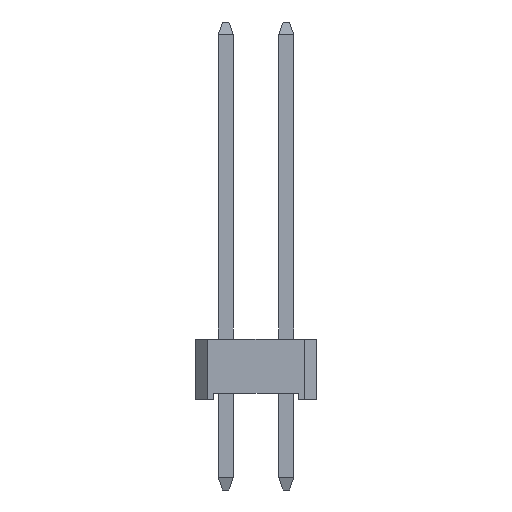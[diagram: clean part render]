
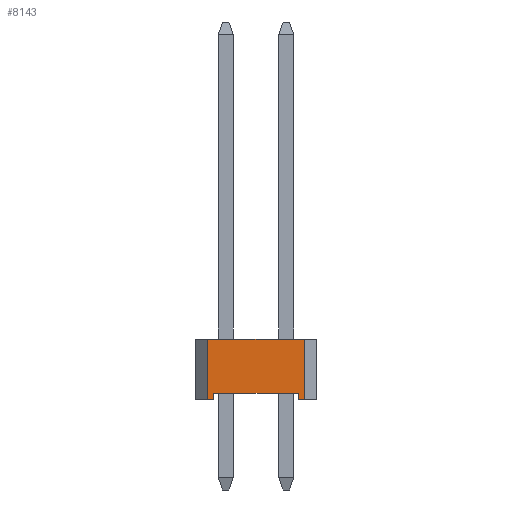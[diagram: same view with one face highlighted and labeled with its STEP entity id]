
A CAD part, left-side view. The second image highlights one B-rep face of the part: STEP entity #8143.
In plain terms, the highlighted planar face has unit normal (-1, 0, 0).
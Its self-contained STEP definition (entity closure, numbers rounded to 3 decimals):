
#196 = DIRECTION ( 'NONE',  ( 0., -1., 0. ) ) ;
#281 = VERTEX_POINT ( 'NONE', #1481 ) ;
#388 = CARTESIAN_POINT ( 'NONE',  ( -1.9, 0., 2. ) ) ;
#545 = VERTEX_POINT ( 'NONE', #9933 ) ;
#684 = ORIENTED_EDGE ( 'NONE', *, *, #16399, .T. ) ;
#710 = DIRECTION ( 'NONE',  ( 0., 0., -1. ) ) ;
#733 = DIRECTION ( 'NONE',  ( 0., -1., 0. ) ) ;
#1481 = CARTESIAN_POINT ( 'NONE',  ( -1.9, -1.4, 0.2 ) ) ;
#1973 = VECTOR ( 'NONE', #15600, 1000. ) ;
#2132 = EDGE_CURVE ( 'NONE', #7690, #11640, #6652, .T. ) ;
#2446 = CARTESIAN_POINT ( 'NONE',  ( -1.9, 1.4, 0.2 ) ) ;
#2880 = AXIS2_PLACEMENT_3D ( 'NONE', #5118, #15928, #9394 ) ;
#3283 = EDGE_CURVE ( 'NONE', #10460, #11640, #11573, .T. ) ;
#3300 = VECTOR ( 'NONE', #710, 1000. ) ;
#3381 = EDGE_CURVE ( 'NONE', #281, #10460, #7539, .T. ) ;
#3458 = PLANE ( 'NONE',  #2880 ) ;
#3485 = EDGE_CURVE ( 'NONE', #15062, #5639, #12147, .T. ) ;
#4446 = CARTESIAN_POINT ( 'NONE',  ( -1.9, 1.6, 0. ) ) ;
#4452 = ORIENTED_EDGE ( 'NONE', *, *, #3381, .F. ) ;
#4504 = CARTESIAN_POINT ( 'NONE',  ( -1.9, -1.6, 0. ) ) ;
#4587 = VECTOR ( 'NONE', #14340, 1000. ) ;
#4874 = DIRECTION ( 'NONE',  ( 0., 0., -1. ) ) ;
#4927 = ORIENTED_EDGE ( 'NONE', *, *, #16516, .F. ) ;
#5118 = CARTESIAN_POINT ( 'NONE',  ( -1.9, 1.5, 2. ) ) ;
#5635 = DIRECTION ( 'NONE',  ( 0., -1., 0. ) ) ;
#5639 = VERTEX_POINT ( 'NONE', #8599 ) ;
#6089 = VERTEX_POINT ( 'NONE', #4504 ) ;
#6486 = CARTESIAN_POINT ( 'NONE',  ( -1.9, 0., 0. ) ) ;
#6652 = LINE ( 'NONE', #6486, #15341 ) ;
#7539 = LINE ( 'NONE', #11491, #4587 ) ;
#7631 = VECTOR ( 'NONE', #4874, 1000. ) ;
#7690 = VERTEX_POINT ( 'NONE', #4446 ) ;
#8086 = CARTESIAN_POINT ( 'NONE',  ( -1.9, 1.6, 2. ) ) ;
#8143 = ADVANCED_FACE ( 'NONE', ( #10022 ), #3458, .F. ) ;
#8599 = CARTESIAN_POINT ( 'NONE',  ( -1.9, -1.6, 2. ) ) ;
#8966 = CARTESIAN_POINT ( 'NONE',  ( -1.9, -1.6, 2. ) ) ;
#9054 = DIRECTION ( 'NONE',  ( 0., 0., -1. ) ) ;
#9065 = ORIENTED_EDGE ( 'NONE', *, *, #10542, .T. ) ;
#9067 = EDGE_LOOP ( 'NONE', ( #4452, #684, #9065, #4927, #16984, #9591, #11501, #12177 ) ) ;
#9394 = DIRECTION ( 'NONE',  ( 0., 1., 0. ) ) ;
#9591 = ORIENTED_EDGE ( 'NONE', *, *, #11773, .T. ) ;
#9933 = CARTESIAN_POINT ( 'NONE',  ( -1.9, -1.4, 0. ) ) ;
#10022 = FACE_OUTER_BOUND ( 'NONE', #9067, .T. ) ;
#10120 = LINE ( 'NONE', #16441, #3300 ) ;
#10208 = LINE ( 'NONE', #11557, #1973 ) ;
#10460 = VERTEX_POINT ( 'NONE', #15308 ) ;
#10542 = EDGE_CURVE ( 'NONE', #545, #6089, #12607, .T. ) ;
#11482 = VECTOR ( 'NONE', #5635, 1000. ) ;
#11491 = CARTESIAN_POINT ( 'NONE',  ( -1.9, 0., 0.2 ) ) ;
#11501 = ORIENTED_EDGE ( 'NONE', *, *, #2132, .T. ) ;
#11557 = CARTESIAN_POINT ( 'NONE',  ( -1.9, 1.6, 2. ) ) ;
#11573 = LINE ( 'NONE', #2446, #7631 ) ;
#11640 = VERTEX_POINT ( 'NONE', #14075 ) ;
#11773 = EDGE_CURVE ( 'NONE', #15062, #7690, #10208, .T. ) ;
#12147 = LINE ( 'NONE', #388, #11482 ) ;
#12177 = ORIENTED_EDGE ( 'NONE', *, *, #3283, .F. ) ;
#12607 = LINE ( 'NONE', #12791, #13695 ) ;
#12791 = CARTESIAN_POINT ( 'NONE',  ( -1.9, 0., 0. ) ) ;
#13695 = VECTOR ( 'NONE', #733, 1000. ) ;
#14075 = CARTESIAN_POINT ( 'NONE',  ( -1.9, 1.4, 0. ) ) ;
#14340 = DIRECTION ( 'NONE',  ( 0., 1., 0. ) ) ;
#15062 = VERTEX_POINT ( 'NONE', #8086 ) ;
#15308 = CARTESIAN_POINT ( 'NONE',  ( -1.9, 1.4, 0.2 ) ) ;
#15341 = VECTOR ( 'NONE', #196, 1000. ) ;
#15600 = DIRECTION ( 'NONE',  ( 0., 0., -1. ) ) ;
#15680 = VECTOR ( 'NONE', #9054, 1000. ) ;
#15755 = LINE ( 'NONE', #8966, #15680 ) ;
#15928 = DIRECTION ( 'NONE',  ( 1., 0., 0. ) ) ;
#16399 = EDGE_CURVE ( 'NONE', #281, #545, #10120, .T. ) ;
#16441 = CARTESIAN_POINT ( 'NONE',  ( -1.9, -1.4, 2. ) ) ;
#16516 = EDGE_CURVE ( 'NONE', #5639, #6089, #15755, .T. ) ;
#16984 = ORIENTED_EDGE ( 'NONE', *, *, #3485, .F. ) ;
